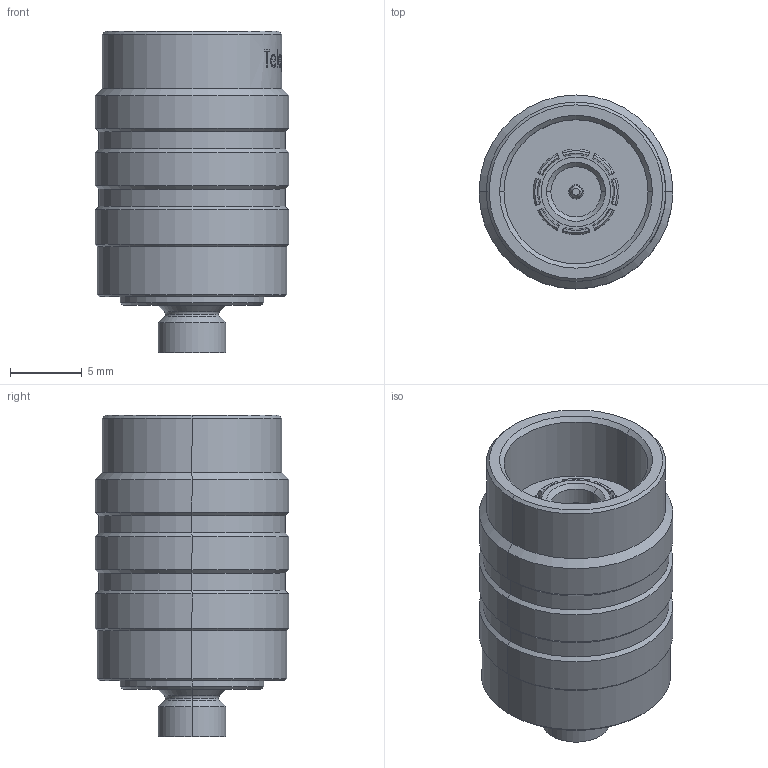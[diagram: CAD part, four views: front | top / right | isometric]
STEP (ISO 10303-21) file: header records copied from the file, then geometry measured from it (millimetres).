
FILE_DESCRIPTION (( 'STEP AP214' ), '1' );
FILE_NAME ('J01490A3000.STEP', '2020-11-30T14:05:17', ( '' ), ( '' ), 'SwSTEP 2.0', 'SolidWorks 2020', '' );
FILE_SCHEMA (( 'AUTOMOTIVE_DESIGN' ));
Length unit declared in the file: millimetre
Products named in the file (1): J01490A3000
Bounding box: 13.5 x 13.5 x 22.4 mm (x, y, z)
Volume: 2222.8 mm3; surface area: 1378.4 mm2
Topology: 1 solids, 1 shells, 302 faces, 755 edges, 486 vertices
Faces by surface type: plane 93, bspline 83, cylinder 62, cone 50, torus 12, sphere 2
Entity records: 17683 total; most frequent: CARTESIAN_POINT 7923, ORIENTED_EDGE 1506, DIRECTION 1054, EDGE_CURVE 753, VERTEX_POINT 486, AXIS2_PLACEMENT_3D 412, EDGE_LOOP 335, B_SPLINE_CURVE_WITH_KNOTS 307
